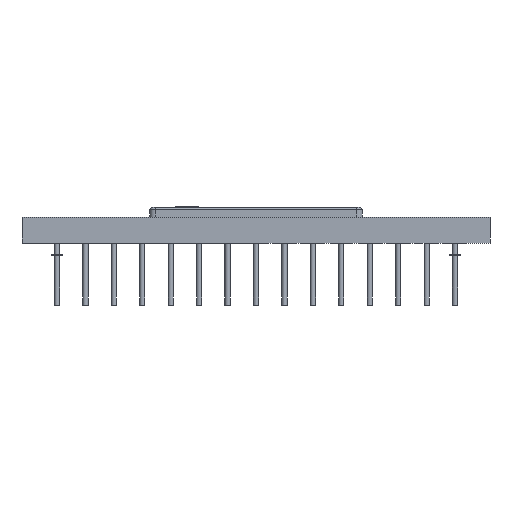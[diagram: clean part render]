
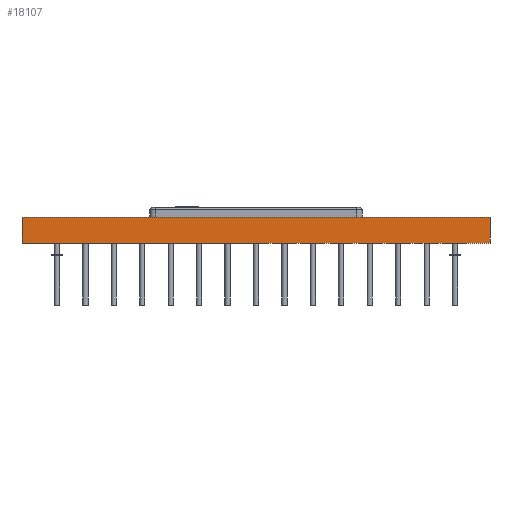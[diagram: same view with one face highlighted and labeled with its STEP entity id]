
A CAD part, left-side view. The second image highlights one B-rep face of the part: STEP entity #18107.
In plain terms, the highlighted planar face has unit normal (-1, 0, 0).
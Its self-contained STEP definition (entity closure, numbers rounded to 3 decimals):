
#2778=ORIENTED_EDGE('',*,*,#4765,.T.);
#2779=ORIENTED_EDGE('',*,*,#4766,.F.);
#2780=ORIENTED_EDGE('',*,*,#3972,.F.);
#2781=ORIENTED_EDGE('',*,*,#4764,.T.);
#3972=EDGE_CURVE('',#5245,#5242,#6314,.T.);
#4764=EDGE_CURVE('',#5245,#6033,#6364,.T.);
#4765=EDGE_CURVE('',#6033,#6034,#6365,.T.);
#4766=EDGE_CURVE('',#5242,#6034,#6366,.T.);
#5242=VERTEX_POINT('',#24417);
#5245=VERTEX_POINT('',#24422);
#6033=VERTEX_POINT('',#26740);
#6034=VERTEX_POINT('',#26744);
#6314=LINE('',#24423,#6697);
#6364=LINE('',#26741,#6747);
#6365=LINE('',#26743,#6748);
#6366=LINE('',#26745,#6749);
#6697=VECTOR('',#20128,1000.);
#6747=VECTOR('',#23138,1000.);
#6748=VECTOR('',#23141,1000.);
#6749=VECTOR('',#23142,1000.);
#8352=EDGE_LOOP('',(#2778,#2779,#2780,#2781));
#10073=FACE_BOUND('',#8352,.T.);
#10852=PLANE('',#19815);
#18107=ADVANCED_FACE('',(#10073),#10852,.F.);
#19815=AXIS2_PLACEMENT_3D('',#26742,#23139,#23140);
#20128=DIRECTION('',(0.,-1.,0.));
#23138=DIRECTION('',(0.,0.,-1.));
#23139=DIRECTION('',(1.,0.,0.));
#23140=DIRECTION('',(0.,0.,-1.));
#23141=DIRECTION('',(0.,-1.,0.));
#23142=DIRECTION('',(0.,0.,-1.));
#24417=CARTESIAN_POINT('',(-20.9,-20.9,2.3));
#24422=CARTESIAN_POINT('',(-20.9,20.9,2.3));
#24423=CARTESIAN_POINT('',(-20.9,20.9,2.3));
#26740=CARTESIAN_POINT('',(-20.9,20.9,0.));
#26741=CARTESIAN_POINT('',(-20.9,20.9,2.3));
#26742=CARTESIAN_POINT('',(-20.9,20.9,2.3));
#26743=CARTESIAN_POINT('',(-20.9,20.9,0.));
#26744=CARTESIAN_POINT('',(-20.9,-20.9,0.));
#26745=CARTESIAN_POINT('',(-20.9,-20.9,2.3));
